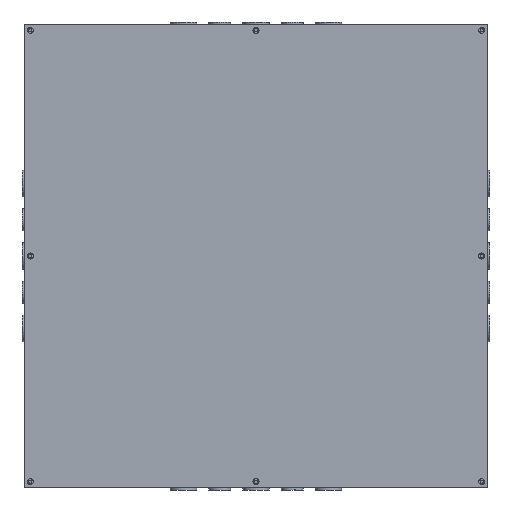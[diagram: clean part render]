
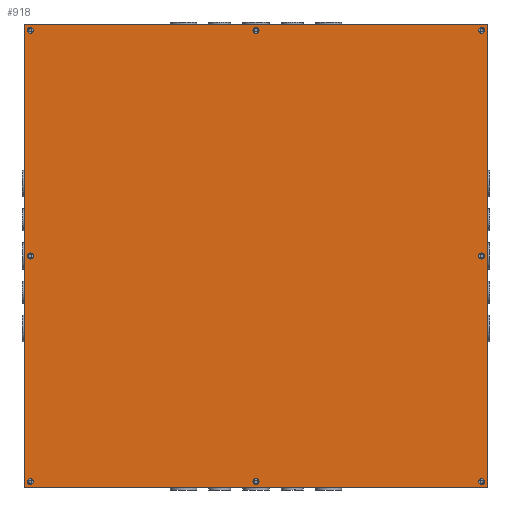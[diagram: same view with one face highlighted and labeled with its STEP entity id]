
A CAD part, front view. The second image highlights one B-rep face of the part: STEP entity #918.
In plain terms, the highlighted planar face has unit normal (0, -1, 0).
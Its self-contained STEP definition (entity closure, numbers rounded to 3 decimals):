
#918 = ADVANCED_FACE( '', ( #2028, #2029, #2030, #2031, #2032, #2033, #2034, #2035, #2036 ), #2037, .T. );
#2028 = FACE_BOUND( '', #3333, .T. );
#2029 = FACE_BOUND( '', #3334, .T. );
#2030 = FACE_BOUND( '', #3335, .T. );
#2031 = FACE_BOUND( '', #3336, .T. );
#2032 = FACE_BOUND( '', #3337, .T. );
#2033 = FACE_BOUND( '', #3338, .T. );
#2034 = FACE_BOUND( '', #3339, .T. );
#2035 = FACE_BOUND( '', #3340, .T. );
#2036 = FACE_OUTER_BOUND( '', #3341, .T. );
#2037 = PLANE( '', #3342 );
#3333 = EDGE_LOOP( '', ( #5638 ) );
#3334 = EDGE_LOOP( '', ( #5639 ) );
#3335 = EDGE_LOOP( '', ( #5640 ) );
#3336 = EDGE_LOOP( '', ( #5641 ) );
#3337 = EDGE_LOOP( '', ( #5642 ) );
#3338 = EDGE_LOOP( '', ( #5643 ) );
#3339 = EDGE_LOOP( '', ( #5644 ) );
#3340 = EDGE_LOOP( '', ( #5645 ) );
#3341 = EDGE_LOOP( '', ( #5646, #5647, #5648, #5649 ) );
#3342 = AXIS2_PLACEMENT_3D( '', #5650, #5651, #5652 );
#5638 = ORIENTED_EDGE( '', *, *, #7378, .T. );
#5639 = ORIENTED_EDGE( '', *, *, #7431, .T. );
#5640 = ORIENTED_EDGE( '', *, *, #7432, .T. );
#5641 = ORIENTED_EDGE( '', *, *, #6949, .T. );
#5642 = ORIENTED_EDGE( '', *, *, #6708, .T. );
#5643 = ORIENTED_EDGE( '', *, *, #7288, .T. );
#5644 = ORIENTED_EDGE( '', *, *, #6965, .T. );
#5645 = ORIENTED_EDGE( '', *, *, #6946, .T. );
#5646 = ORIENTED_EDGE( '', *, *, #7433, .T. );
#5647 = ORIENTED_EDGE( '', *, *, #7138, .T. );
#5648 = ORIENTED_EDGE( '', *, *, #7434, .T. );
#5649 = ORIENTED_EDGE( '', *, *, #6679, .T. );
#5650 = CARTESIAN_POINT( '', ( 0., 0., 0. ) );
#5651 = DIRECTION( '', ( 0., -1., 0. ) );
#5652 = DIRECTION( '', ( 0., 0., -1. ) );
#6679 = EDGE_CURVE( '', #7753, #7754, #7755, .T. );
#6708 = EDGE_CURVE( '', #7806, #7806, #7807, .T. );
#6946 = EDGE_CURVE( '', #8206, #8206, #8207, .T. );
#6949 = EDGE_CURVE( '', #8211, #8211, #8212, .T. );
#6965 = EDGE_CURVE( '', #8239, #8239, #8240, .T. );
#7138 = EDGE_CURVE( '', #8505, #8506, #8507, .T. );
#7288 = EDGE_CURVE( '', #8715, #8715, #8716, .T. );
#7378 = EDGE_CURVE( '', #8841, #8841, #8842, .T. );
#7431 = EDGE_CURVE( '', #8914, #8914, #8915, .T. );
#7432 = EDGE_CURVE( '', #8916, #8916, #8917, .T. );
#7433 = EDGE_CURVE( '', #7754, #8505, #8918, .T. );
#7434 = EDGE_CURVE( '', #8506, #7753, #8919, .T. );
#7753 = VERTEX_POINT( '', #9307 );
#7754 = VERTEX_POINT( '', #9308 );
#7755 = LINE( '', #9309, #9310 );
#7806 = VERTEX_POINT( '', #9422 );
#7807 = CIRCLE( '', #9423, 3.962 );
#8206 = VERTEX_POINT( '', #9946 );
#8207 = CIRCLE( '', #9947, 3.962 );
#8211 = VERTEX_POINT( '', #9951 );
#8212 = CIRCLE( '', #9952, 3.962 );
#8239 = VERTEX_POINT( '', #9987 );
#8240 = CIRCLE( '', #9988, 3.962 );
#8505 = VERTEX_POINT( '', #10348 );
#8506 = VERTEX_POINT( '', #10349 );
#8507 = LINE( '', #10350, #10351 );
#8715 = VERTEX_POINT( '', #10627 );
#8716 = CIRCLE( '', #10628, 3.962 );
#8841 = VERTEX_POINT( '', #10808 );
#8842 = CIRCLE( '', #10809, 3.962 );
#8914 = VERTEX_POINT( '', #10917 );
#8915 = CIRCLE( '', #10918, 3.962 );
#8916 = VERTEX_POINT( '', #10919 );
#8917 = CIRCLE( '', #10920, 3.962 );
#8918 = LINE( '', #10921, #10922 );
#8919 = LINE( '', #10923, #10924 );
#9307 = CARTESIAN_POINT( '', ( 304.8, 0., 304.8 ) );
#9308 = CARTESIAN_POINT( '', ( -304.8, 0., 304.8 ) );
#9309 = CARTESIAN_POINT( '', ( 304.8, 0., 304.8 ) );
#9310 = VECTOR( '', #11295, 1000. );
#9422 = CARTESIAN_POINT( '', ( 3.962, 0., -296.875 ) );
#9423 = AXIS2_PLACEMENT_3D( '', #11323, #11324, #11325 );
#9946 = CARTESIAN_POINT( '', ( -292.913, 0., -296.875 ) );
#9947 = AXIS2_PLACEMENT_3D( '', #11620, #11621, #11622 );
#9951 = CARTESIAN_POINT( '', ( 3.962, 0., 296.875 ) );
#9952 = AXIS2_PLACEMENT_3D( '', #11626, #11627, #11628 );
#9987 = CARTESIAN_POINT( '', ( -292.913, 0., 0. ) );
#9988 = AXIS2_PLACEMENT_3D( '', #11646, #11647, #11648 );
#10348 = CARTESIAN_POINT( '', ( -304.8, 0., -304.8 ) );
#10349 = CARTESIAN_POINT( '', ( 304.8, 0., -304.8 ) );
#10350 = CARTESIAN_POINT( '', ( -304.8, 0., -304.8 ) );
#10351 = VECTOR( '', #11849, 1000. );
#10627 = CARTESIAN_POINT( '', ( -292.913, 0., 296.875 ) );
#10628 = AXIS2_PLACEMENT_3D( '', #12020, #12021, #12022 );
#10808 = CARTESIAN_POINT( '', ( 300.838, 0., 296.875 ) );
#10809 = AXIS2_PLACEMENT_3D( '', #12117, #12118, #12119 );
#10917 = CARTESIAN_POINT( '', ( 300.838, 0., 0. ) );
#10918 = AXIS2_PLACEMENT_3D( '', #12180, #12181, #12182 );
#10919 = CARTESIAN_POINT( '', ( 300.838, 0., -296.875 ) );
#10920 = AXIS2_PLACEMENT_3D( '', #12183, #12184, #12185 );
#10921 = CARTESIAN_POINT( '', ( -304.8, 0., 304.8 ) );
#10922 = VECTOR( '', #12186, 1000. );
#10923 = CARTESIAN_POINT( '', ( 304.8, 0., -304.8 ) );
#10924 = VECTOR( '', #12187, 1000. );
#11295 = DIRECTION( '', ( -1., 0., 0. ) );
#11323 = CARTESIAN_POINT( '', ( 0., 0., -296.875 ) );
#11324 = DIRECTION( '', ( 0., 1., 0. ) );
#11325 = DIRECTION( '', ( 1., 0., 0. ) );
#11620 = CARTESIAN_POINT( '', ( -296.875, 0., -296.875 ) );
#11621 = DIRECTION( '', ( 0., 1., 0. ) );
#11622 = DIRECTION( '', ( 1., 0., 0. ) );
#11626 = CARTESIAN_POINT( '', ( 0., 0., 296.875 ) );
#11627 = DIRECTION( '', ( 0., 1., 0. ) );
#11628 = DIRECTION( '', ( 1., 0., 0. ) );
#11646 = CARTESIAN_POINT( '', ( -296.875, 0., 0. ) );
#11647 = DIRECTION( '', ( 0., 1., 0. ) );
#11648 = DIRECTION( '', ( 1., 0., 0. ) );
#11849 = DIRECTION( '', ( 1., 0., 0. ) );
#12020 = CARTESIAN_POINT( '', ( -296.875, 0., 296.875 ) );
#12021 = DIRECTION( '', ( 0., 1., 0. ) );
#12022 = DIRECTION( '', ( 1., 0., 0. ) );
#12117 = CARTESIAN_POINT( '', ( 296.875, 0., 296.875 ) );
#12118 = DIRECTION( '', ( 0., 1., 0. ) );
#12119 = DIRECTION( '', ( 1., 0., 0. ) );
#12180 = CARTESIAN_POINT( '', ( 296.875, 0., 0. ) );
#12181 = DIRECTION( '', ( 0., 1., 0. ) );
#12182 = DIRECTION( '', ( 1., 0., 0. ) );
#12183 = CARTESIAN_POINT( '', ( 296.875, 0., -296.875 ) );
#12184 = DIRECTION( '', ( 0., 1., 0. ) );
#12185 = DIRECTION( '', ( 1., 0., 0. ) );
#12186 = DIRECTION( '', ( 0., 0., -1. ) );
#12187 = DIRECTION( '', ( 0., 0., 1. ) );
